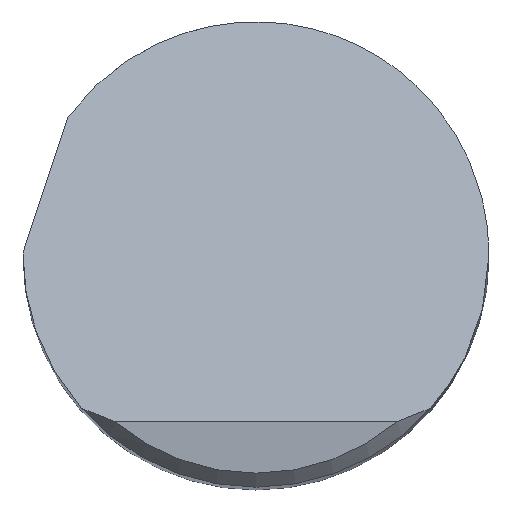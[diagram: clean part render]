
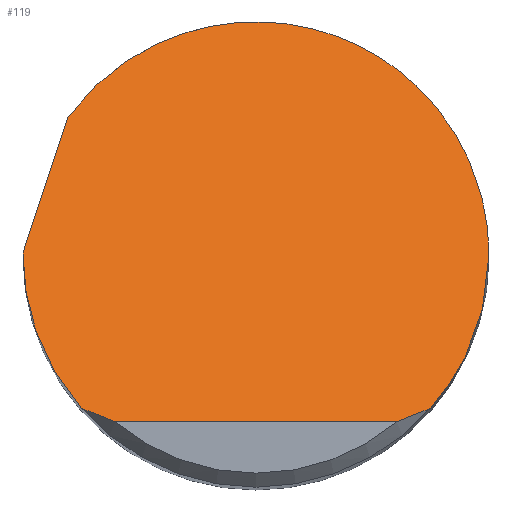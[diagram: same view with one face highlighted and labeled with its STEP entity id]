
A CAD part, top view. The second image highlights one B-rep face of the part: STEP entity #119.
In plain terms, the highlighted planar face has unit normal (0, 0.707, 0.707).
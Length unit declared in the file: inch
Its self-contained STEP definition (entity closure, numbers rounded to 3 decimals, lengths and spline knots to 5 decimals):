
#3 = EDGE_CURVE ( 'NONE', #142, #487, #503, .T. ) ;
#12 = DIRECTION ( 'NONE',  ( 1., 0., 0. ) ) ;
#15 = B_SPLINE_CURVE_WITH_KNOTS ( 'NONE', 3,
 ( #101, #578, #679, #746 ),
 .UNSPECIFIED., .F., .F.,
 ( 4, 4 ),
 ( 0., 0.00108 ),
 .UNSPECIFIED. ) ;
#16 = VERTEX_POINT ( 'NONE', #295 ) ;
#34 = DIRECTION ( 'NONE',  ( 0., 0.707, -0.707 ) ) ;
#36 = CARTESIAN_POINT ( 'NONE',  ( 0.25, 0., 2.82 ) ) ;
#57 = ORIENTED_EDGE ( 'NONE', *, *, #412, .F. ) ;
#61 = CARTESIAN_POINT ( 'NONE',  ( -0.25, 0., 2.82 ) ) ;
#86 = PLANE ( 'NONE',  #124 ) ;
#96 = VERTEX_POINT ( 'NONE', #658 ) ;
#101 = CARTESIAN_POINT ( 'NONE',  ( -0.18782, -0.165, 2.985 ) ) ;
#112 = EDGE_CURVE ( 'NONE', #728, #551, #308, .T. ) ;
#119 = ADVANCED_FACE ( 'NONE', ( #491 ), #86, .F. ) ;
#122 = CARTESIAN_POINT ( 'NONE',  ( -0.25, 0.00067, 2.81933 ) ) ;
#124 = AXIS2_PLACEMENT_3D ( 'NONE', #311, #254, #34 ) ;
#140 = EDGE_CURVE ( 'NONE', #96, #16, #15, .T. ) ;
#142 = VERTEX_POINT ( 'NONE', #175 ) ;
#155 = CARTESIAN_POINT ( 'NONE',  ( 0.15108, -0.18, 3. ) ) ;
#157 =( BOUNDED_CURVE ( )  B_SPLINE_CURVE ( 3, ( #341, #232, #695, #177 ),
 .UNSPECIFIED., .F., .F. ) 
 B_SPLINE_CURVE_WITH_KNOTS ( ( 4, 4 ),
 ( 5.34257, 7.85398 ),
 .UNSPECIFIED. ) 
 CURVE ( )  GEOMETRIC_REPRESENTATION_ITEM ( )  RATIONAL_B_SPLINE_CURVE ( ( 1., 0.54, 0.54, 1. ) ) 
 REPRESENTATION_ITEM ( '' )  );
#175 = CARTESIAN_POINT ( 'NONE',  ( -0.25, 0., 2.82 ) ) ;
#177 = CARTESIAN_POINT ( 'NONE',  ( 0.25, 0., 2.82 ) ) ;
#184 = VECTOR ( 'NONE', #734, 39.37008 ) ;
#195 = CARTESIAN_POINT ( 'NONE',  ( -0.24999, 0.002, 2.818 ) ) ;
#199 = CARTESIAN_POINT ( 'NONE',  ( -0.30701, -0.17058, 2.99058 ) ) ;
#232 = CARTESIAN_POINT ( 'NONE',  ( -0.02903, 0.38443, 2.43557 ) ) ;
#238 =( BOUNDED_CURVE ( )  B_SPLINE_CURVE ( 3, ( #468, #703, #359, #61 ),
 .UNSPECIFIED., .F., .F. ) 
 B_SPLINE_CURVE_WITH_KNOTS ( ( 4, 4 ),
 ( 3.99157, 4.71239 ),
 .UNSPECIFIED. ) 
 CURVE ( )  GEOMETRIC_REPRESENTATION_ITEM ( )  RATIONAL_B_SPLINE_CURVE ( ( 1., 0.957, 0.957, 1. ) ) 
 REPRESENTATION_ITEM ( '' )  );
#248 = CARTESIAN_POINT ( 'NONE',  ( 0., -0.18, 3. ) ) ;
#251 = ORIENTED_EDGE ( 'NONE', *, *, #140, .T. ) ;
#254 = DIRECTION ( 'NONE',  ( 0., -0.707, -0.707 ) ) ;
#261 = ORIENTED_EDGE ( 'NONE', *, *, #712, .T. ) ;
#289 = EDGE_LOOP ( 'NONE', ( #261, #331, #730, #319, #57, #494, #682, #251 ) ) ;
#295 = CARTESIAN_POINT ( 'NONE',  ( -0.15108, -0.18, 3. ) ) ;
#308 = B_SPLINE_CURVE_WITH_KNOTS ( 'NONE', 3,
 ( #155, #364, #608, #549 ),
 .UNSPECIFIED., .F., .F.,
 ( 4, 4 ),
 ( 0., 0.00108 ),
 .UNSPECIFIED. ) ;
#311 = CARTESIAN_POINT ( 'NONE',  ( -0.25, -0.18, 3. ) ) ;
#313 = VECTOR ( 'NONE', #12, 39.37008 ) ;
#319 = ORIENTED_EDGE ( 'NONE', *, *, #737, .F. ) ;
#325 = CARTESIAN_POINT ( 'NONE',  ( 0.18782, -0.165, 2.985 ) ) ;
#331 = ORIENTED_EDGE ( 'NONE', *, *, #112, .T. ) ;
#341 = CARTESIAN_POINT ( 'NONE',  ( -0.20198, 0.14732, 2.67268 ) ) ;
#345 = CARTESIAN_POINT ( 'NONE',  ( -0.25, 0.00133, 2.81867 ) ) ;
#359 = CARTESIAN_POINT ( 'NONE',  ( -0.25, -0.06141, 2.88141 ) ) ;
#364 = CARTESIAN_POINT ( 'NONE',  ( 0.16367, -0.17542, 2.99542 ) ) ;
#393 = EDGE_CURVE ( 'NONE', #96, #142, #238, .T. ) ;
#394 = CARTESIAN_POINT ( 'NONE',  ( 0.18782, -0.165, 2.985 ) ) ;
#406 = CARTESIAN_POINT ( 'NONE',  ( -0.24999, 0.002, 2.818 ) ) ;
#408 = LINE ( 'NONE', #248, #313 ) ;
#412 = EDGE_CURVE ( 'NONE', #487, #693, #526, .T. ) ;
#434 = VERTEX_POINT ( 'NONE', #36 ) ;
#443 = CARTESIAN_POINT ( 'NONE',  ( 0.25, -0.06141, 2.88141 ) ) ;
#468 = CARTESIAN_POINT ( 'NONE',  ( -0.18782, -0.165, 2.985 ) ) ;
#487 = VERTEX_POINT ( 'NONE', #195 ) ;
#491 = FACE_OUTER_BOUND ( 'NONE', #289, .T. ) ;
#494 = ORIENTED_EDGE ( 'NONE', *, *, #3, .F. ) ;
#497 = CARTESIAN_POINT ( 'NONE',  ( 0.25, 0., 2.82 ) ) ;
#503 =( BOUNDED_CURVE ( )  B_SPLINE_CURVE ( 3, ( #650, #122, #345, #406 ),
 .UNSPECIFIED., .F., .F. ) 
 B_SPLINE_CURVE_WITH_KNOTS ( ( 4, 4 ),
 ( 4.71239, 4.72039 ),
 .UNSPECIFIED. ) 
 CURVE ( )  GEOMETRIC_REPRESENTATION_ITEM ( )  RATIONAL_B_SPLINE_CURVE ( ( 1., 1., 1., 1. ) ) 
 REPRESENTATION_ITEM ( '' )  );
#526 = LINE ( 'NONE', #199, #184 ) ;
#549 = CARTESIAN_POINT ( 'NONE',  ( 0.18782, -0.165, 2.985 ) ) ;
#551 = VERTEX_POINT ( 'NONE', #325 ) ;
#577 = CARTESIAN_POINT ( 'NONE',  ( 0.15108, -0.18, 3. ) ) ;
#578 = CARTESIAN_POINT ( 'NONE',  ( -0.17589, -0.1704, 2.9904 ) ) ;
#608 = CARTESIAN_POINT ( 'NONE',  ( 0.17589, -0.1704, 2.9904 ) ) ;
#624 =( BOUNDED_CURVE ( )  B_SPLINE_CURVE ( 3, ( #497, #443, #678, #394 ),
 .UNSPECIFIED., .F., .F. ) 
 B_SPLINE_CURVE_WITH_KNOTS ( ( 4, 4 ),
 ( 1.5708, 2.29162 ),
 .UNSPECIFIED. ) 
 CURVE ( )  GEOMETRIC_REPRESENTATION_ITEM ( )  RATIONAL_B_SPLINE_CURVE ( ( 1., 0.957, 0.957, 1. ) ) 
 REPRESENTATION_ITEM ( '' )  );
#634 = CARTESIAN_POINT ( 'NONE',  ( -0.20198, 0.14732, 2.67268 ) ) ;
#650 = CARTESIAN_POINT ( 'NONE',  ( -0.25, 0., 2.82 ) ) ;
#658 = CARTESIAN_POINT ( 'NONE',  ( -0.18782, -0.165, 2.985 ) ) ;
#664 = EDGE_CURVE ( 'NONE', #434, #551, #624, .T. ) ;
#678 = CARTESIAN_POINT ( 'NONE',  ( 0.22834, -0.11887, 2.93887 ) ) ;
#679 = CARTESIAN_POINT ( 'NONE',  ( -0.16367, -0.17542, 2.99542 ) ) ;
#682 = ORIENTED_EDGE ( 'NONE', *, *, #393, .F. ) ;
#693 = VERTEX_POINT ( 'NONE', #634 ) ;
#695 = CARTESIAN_POINT ( 'NONE',  ( 0.25, 0.29348, 2.52652 ) ) ;
#703 = CARTESIAN_POINT ( 'NONE',  ( -0.22834, -0.11887, 2.93887 ) ) ;
#712 = EDGE_CURVE ( 'NONE', #16, #728, #408, .T. ) ;
#728 = VERTEX_POINT ( 'NONE', #577 ) ;
#730 = ORIENTED_EDGE ( 'NONE', *, *, #664, .F. ) ;
#734 = DIRECTION ( 'NONE',  ( 0.227, 0.689, -0.689 ) ) ;
#737 = EDGE_CURVE ( 'NONE', #693, #434, #157, .T. ) ;
#746 = CARTESIAN_POINT ( 'NONE',  ( -0.15108, -0.18, 3. ) ) ;
